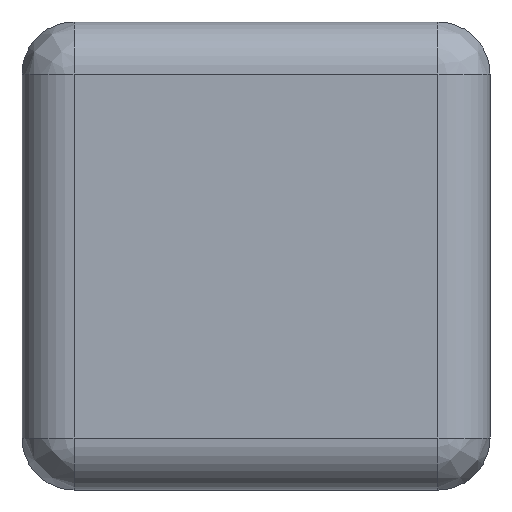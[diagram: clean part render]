
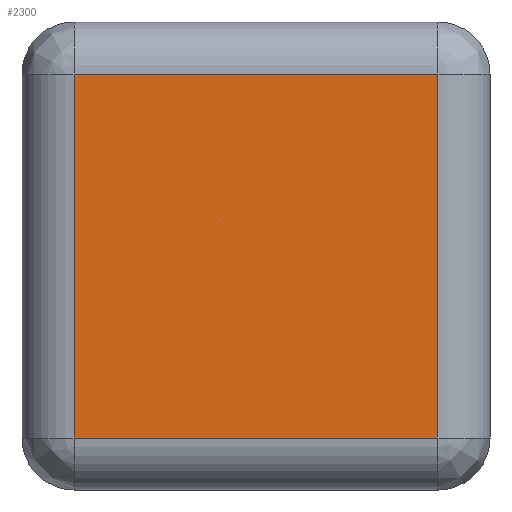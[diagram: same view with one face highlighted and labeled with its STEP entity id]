
A CAD part, left-side view. The second image highlights one B-rep face of the part: STEP entity #2300.
In plain terms, the highlighted planar face has unit normal (-1, 0, 0).
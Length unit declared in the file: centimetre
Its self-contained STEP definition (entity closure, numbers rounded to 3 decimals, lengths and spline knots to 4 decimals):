
#16 = VERTEX_POINT ( 'NONE', #2047 ) ;
#59 = VERTEX_POINT ( 'NONE', #2919 ) ;
#80 = CARTESIAN_POINT ( 'NONE',  ( -0.305, 0., 0. ) ) ;
#131 = CARTESIAN_POINT ( 'NONE',  ( -0.305, -0.105, 0. ) ) ;
#154 = CARTESIAN_POINT ( 'NONE',  ( -0.305, -0.105, 0.03 ) ) ;
#164 = ORIENTED_EDGE ( 'NONE', *, *, #2574, .F. ) ;
#300 = VECTOR ( 'NONE', #2095, 100. ) ;
#368 = DIRECTION ( 'NONE',  ( 0., 0., 1. ) ) ;
#373 = VECTOR ( 'NONE', #2070, 100. ) ;
#387 = EDGE_CURVE ( 'NONE', #2569, #1739, #2261, .T. ) ;
#554 = ORIENTED_EDGE ( 'NONE', *, *, #3109, .F. ) ;
#822 = LINE ( 'NONE', #1862, #2089 ) ;
#1174 = EDGE_CURVE ( 'NONE', #16, #59, #2057, .T. ) ;
#1208 = VECTOR ( 'NONE', #2833, 100. ) ;
#1239 = CARTESIAN_POINT ( 'NONE',  ( -0.305, 0.105, 0. ) ) ;
#1455 = FACE_OUTER_BOUND ( 'NONE', #2759, .T. ) ;
#1573 = ORIENTED_EDGE ( 'NONE', *, *, #387, .F. ) ;
#1620 = LINE ( 'NONE', #3447, #300 ) ;
#1733 = PLANE ( 'NONE',  #2792 ) ;
#1739 = VERTEX_POINT ( 'NONE', #154 ) ;
#1833 = DIRECTION ( 'NONE',  ( 0., -1., 0. ) ) ;
#1862 = CARTESIAN_POINT ( 'NONE',  ( -0.305, 0., 0.24 ) ) ;
#2047 = CARTESIAN_POINT ( 'NONE',  ( -0.305, 0.105, 0.03 ) ) ;
#2057 = LINE ( 'NONE', #1239, #1208 ) ;
#2070 = DIRECTION ( 'NONE',  ( 0., 0., -1. ) ) ;
#2089 = VECTOR ( 'NONE', #1833, 100. ) ;
#2095 = DIRECTION ( 'NONE',  ( 0., 1., 0. ) ) ;
#2223 = ORIENTED_EDGE ( 'NONE', *, *, #1174, .F. ) ;
#2261 = LINE ( 'NONE', #131, #373 ) ;
#2293 = DIRECTION ( 'NONE',  ( -1., 0., 0. ) ) ;
#2300 = ADVANCED_FACE ( 'NONE', ( #1455 ), #1733, .T. ) ;
#2569 = VERTEX_POINT ( 'NONE', #3485 ) ;
#2574 = EDGE_CURVE ( 'NONE', #59, #2569, #822, .T. ) ;
#2759 = EDGE_LOOP ( 'NONE', ( #164, #2223, #554, #1573 ) ) ;
#2792 = AXIS2_PLACEMENT_3D ( 'NONE', #80, #2293, #368 ) ;
#2833 = DIRECTION ( 'NONE',  ( 0., 0., 1. ) ) ;
#2919 = CARTESIAN_POINT ( 'NONE',  ( -0.305, 0.105, 0.24 ) ) ;
#3109 = EDGE_CURVE ( 'NONE', #1739, #16, #1620, .T. ) ;
#3447 = CARTESIAN_POINT ( 'NONE',  ( -0.305, 0., 0.03 ) ) ;
#3485 = CARTESIAN_POINT ( 'NONE',  ( -0.305, -0.105, 0.24 ) ) ;
